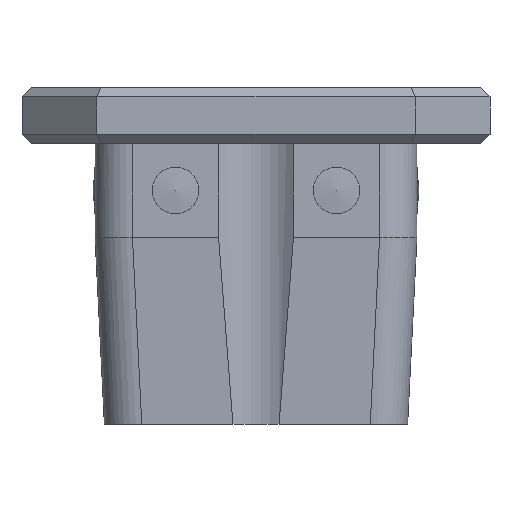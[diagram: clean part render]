
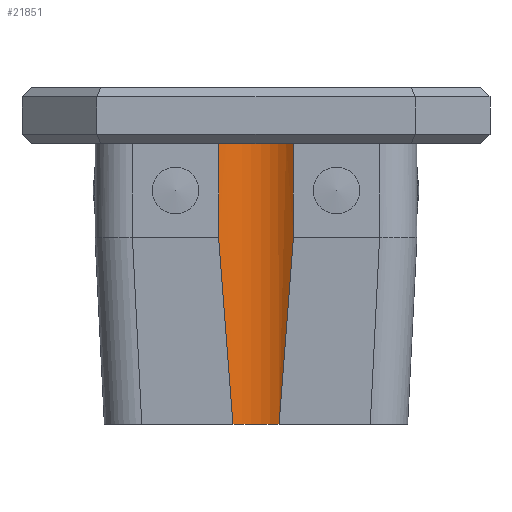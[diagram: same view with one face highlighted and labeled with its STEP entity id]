
A CAD part, front view. The second image highlights one B-rep face of the part: STEP entity #21851.
In plain terms, the highlighted cylindrical face has radius 3 mm (diameter 6 mm), a partial arc.
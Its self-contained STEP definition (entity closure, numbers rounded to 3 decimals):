
#192 = VERTEX_POINT ( 'NONE', #4752 ) ;
#260 = ORIENTED_EDGE ( 'NONE', *, *, #4640, .T. ) ;
#269 = ORIENTED_EDGE ( 'NONE', *, *, #14294, .F. ) ;
#434 = DIRECTION ( 'NONE',  ( 0., 0., -1. ) ) ;
#1187 = CIRCLE ( 'NONE', #10107, 3. ) ;
#1719 = CARTESIAN_POINT ( 'NONE',  ( -1.23, -8.1, -18. ) ) ;
#2052 = CARTESIAN_POINT ( 'NONE',  ( 0., -10.836, -3. ) ) ;
#2147 = CARTESIAN_POINT ( 'NONE',  ( -2., -8.6, -3. ) ) ;
#2399 = ORIENTED_EDGE ( 'NONE', *, *, #10013, .F. ) ;
#2517 = ORIENTED_EDGE ( 'NONE', *, *, #21445, .F. ) ;
#2726 = VERTEX_POINT ( 'NONE', #2147 ) ;
#2956 = CARTESIAN_POINT ( 'NONE',  ( 1.77, -8.394, -12.111 ) ) ;
#3364 = ORIENTED_EDGE ( 'NONE', *, *, #21716, .F. ) ;
#4379 = VERTEX_POINT ( 'NONE', #4987 ) ;
#4640 = EDGE_CURVE ( 'NONE', #192, #15467, #18118, .T. ) ;
#4752 = CARTESIAN_POINT ( 'NONE',  ( -1.23, -8.1, -18. ) ) ;
#4987 = CARTESIAN_POINT ( 'NONE',  ( 2., -8.6, -8. ) ) ;
#5286 = EDGE_CURVE ( 'NONE', #4379, #18252, #21774, .T. ) ;
#7022 = DIRECTION ( 'NONE',  ( 1., 0., 0. ) ) ;
#7730 = EDGE_LOOP ( 'NONE', ( #20331, #2399, #2517, #269, #260, #3364 ) ) ;
#8779 = CARTESIAN_POINT ( 'NONE',  ( 0., -10.836, -18. ) ) ;
#9831 = CARTESIAN_POINT ( 'NONE',  ( 1.23, -8.1, -18. ) ) ;
#10013 = EDGE_CURVE ( 'NONE', #2726, #18252, #1187, .T. ) ;
#10107 = AXIS2_PLACEMENT_3D ( 'NONE', #2052, #434, #17948 ) ;
#11158 = DIRECTION ( 'NONE',  ( 0., 0., 1. ) ) ;
#11463 = CARTESIAN_POINT ( 'NONE',  ( 2., -8.6, -3. ) ) ;
#11521 = VECTOR ( 'NONE', #11158, 1000. ) ;
#11771 = DIRECTION ( 'NONE',  ( 1., 0., 0. ) ) ;
#11913 = AXIS2_PLACEMENT_3D ( 'NONE', #13526, #15698, #11771 ) ;
#12132 = FACE_OUTER_BOUND ( 'NONE', #7730, .T. ) ;
#12318 = CARTESIAN_POINT ( 'NONE',  ( -2., -8.6, -8. ) ) ;
#13432 = CARTESIAN_POINT ( 'NONE',  ( 2., -8.6, -8. ) ) ;
#13526 = CARTESIAN_POINT ( 'NONE',  ( 0., -10.836, -18. ) ) ;
#14294 = EDGE_CURVE ( 'NONE', #192, #22252, #15805, .T. ) ;
#14463 = DIRECTION ( 'NONE',  ( 0., 0., 1. ) ) ;
#14932 =( BOUNDED_CURVE ( )  B_SPLINE_CURVE ( 3, ( #13432, #2956, #20330, #9831 ),
 .UNSPECIFIED., .F., .T. ) 
 B_SPLINE_CURVE_WITH_KNOTS ( ( 4, 4 ),
 ( 2.412, 2.719 ),
 .UNSPECIFIED. ) 
 CURVE ( )  GEOMETRIC_REPRESENTATION_ITEM ( )  RATIONAL_B_SPLINE_CURVE ( ( 1., 0.992, 0.992, 1. ) ) 
 REPRESENTATION_ITEM ( '' )  );
#15243 = VECTOR ( 'NONE', #14463, 1000. ) ;
#15467 = VERTEX_POINT ( 'NONE', #21507 ) ;
#15698 = DIRECTION ( 'NONE',  ( 0., 0., -1. ) ) ;
#15805 =( BOUNDED_CURVE ( )  B_SPLINE_CURVE ( 3, ( #1719, #22822, #17623, #12318 ),
 .UNSPECIFIED., .F., .F. ) 
 B_SPLINE_CURVE_WITH_KNOTS ( ( 4, 4 ),
 ( 3.564, 3.871 ),
 .UNSPECIFIED. ) 
 CURVE ( )  GEOMETRIC_REPRESENTATION_ITEM ( )  RATIONAL_B_SPLINE_CURVE ( ( 1., 0.992, 0.992, 1. ) ) 
 REPRESENTATION_ITEM ( '' )  );
#17623 = CARTESIAN_POINT ( 'NONE',  ( -1.77, -8.394, -12.111 ) ) ;
#17825 = CARTESIAN_POINT ( 'NONE',  ( -2., -8.6, -18. ) ) ;
#17864 = AXIS2_PLACEMENT_3D ( 'NONE', #8779, #21256, #7022 ) ;
#17948 = DIRECTION ( 'NONE',  ( 1., 0., 0. ) ) ;
#18118 = CIRCLE ( 'NONE', #11913, 3. ) ;
#18252 = VERTEX_POINT ( 'NONE', #11463 ) ;
#19431 = LINE ( 'NONE', #17825, #15243 ) ;
#19925 = CARTESIAN_POINT ( 'NONE',  ( 2., -8.6, -18. ) ) ;
#20330 = CARTESIAN_POINT ( 'NONE',  ( 1.512, -8.226, -15.471 ) ) ;
#20331 = ORIENTED_EDGE ( 'NONE', *, *, #5286, .T. ) ;
#21008 = CYLINDRICAL_SURFACE ( 'NONE', #17864, 3. ) ;
#21256 = DIRECTION ( 'NONE',  ( 0., 0., 1. ) ) ;
#21445 = EDGE_CURVE ( 'NONE', #22252, #2726, #19431, .T. ) ;
#21507 = CARTESIAN_POINT ( 'NONE',  ( 1.23, -8.1, -18. ) ) ;
#21716 = EDGE_CURVE ( 'NONE', #4379, #15467, #14932, .T. ) ;
#21774 = LINE ( 'NONE', #19925, #11521 ) ;
#21851 = ADVANCED_FACE ( 'NONE', ( #12132 ), #21008, .F. ) ;
#22252 = VERTEX_POINT ( 'NONE', #22476 ) ;
#22476 = CARTESIAN_POINT ( 'NONE',  ( -2., -8.6, -8. ) ) ;
#22822 = CARTESIAN_POINT ( 'NONE',  ( -1.512, -8.226, -15.471 ) ) ;
